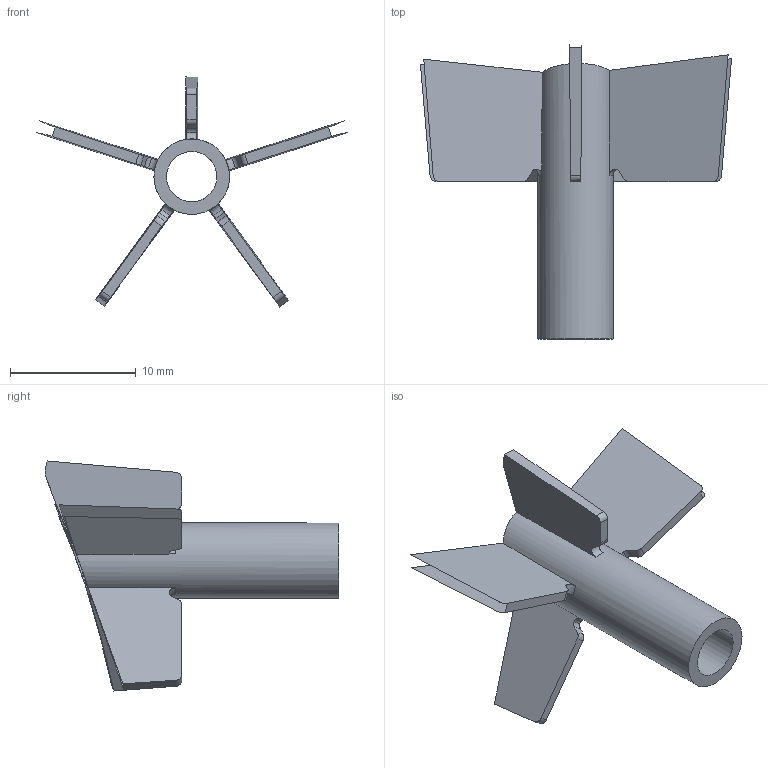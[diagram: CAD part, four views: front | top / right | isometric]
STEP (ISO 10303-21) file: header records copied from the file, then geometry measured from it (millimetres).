
FILE_DESCRIPTION(('Open CASCADE Model'),'2;1');
FILE_NAME('Open CASCADE Shape Model','2025-10-21T21:37:34',('Author'),( 'Open CASCADE'),'Open CASCADE STEP processor 7.7','Open CASCADE 7.7' ,'Unknown');
FILE_SCHEMA(('AUTOMOTIVE_DESIGN { 1 0 10303 214 1 1 1 1 }'));
Length unit declared in the file: millimetre
Products named in the file (45): Open CASCADE STEP translator 7.7 30; Open CASCADE STEP translator 7.7 30.1; Open CASCADE STEP translator 7.7 30.2; Open CASCADE STEP translator 7.7 30.3; Open CASCADE STEP translator 7.7 30.4; Open CASCADE STEP translator 7.7 30.5; Open CASCADE STEP translator 7.7 30.6; Open CASCADE STEP translator 7.7 30.7; Open CASCADE STEP translator 7.7 30.8; Open CASCADE STEP translator 7.7 30.9; Open CASCADE STEP translator 7.7 30.10; Open CASCADE STEP translator 7.7 30.11; Open CASCADE STEP translator 7.7 30.12; Open CASCADE STEP translator 7.7 30.13; Open CASCADE STEP translator 7.7 30.14; Open CASCADE STEP translator 7.7 30.15; Open CASCADE STEP translator 7.7 30.16; Open CASCADE STEP translator 7.7 30.17; Open CASCADE STEP translator 7.7 30.18; Open CASCADE STEP translator 7.7 30.19; Open CASCADE STEP translator 7.7 30.20; Open CASCADE STEP translator 7.7 30.21; Open CASCADE STEP translator 7.7 30.22; Open CASCADE STEP translator 7.7 30.23; Open CASCADE STEP translator 7.7 30.24; Open CASCADE STEP translator 7.7 30.25; Open CASCADE STEP translator 7.7 30.26; Open CASCADE STEP translator 7.7 30.27; Open CASCADE STEP translator 7.7 30.28; Open CASCADE STEP translator 7.7 30.29; Open CASCADE STEP translator 7.7 30.30; Open CASCADE STEP translator 7.7 30.31; Open CASCADE STEP translator 7.7 30.32; Open CASCADE STEP translator 7.7 30.33; Open CASCADE STEP translator 7.7 30.34; Open CASCADE STEP translator 7.7 30.35; Open CASCADE STEP translator 7.7 30.36; Open CASCADE STEP translator 7.7 30.37; Open CASCADE STEP translator 7.7 30.38; Open CASCADE STEP translator 7.7 30.39 ...
Assembly tree (44 placements, depth 2):
  Open CASCADE STEP translator 7.7 30
    Open CASCADE STEP translator 7.7 30.1
    Open CASCADE STEP translator 7.7 30.2
    Open CASCADE STEP translator 7.7 30.3
    Open CASCADE STEP translator 7.7 30.4
    Open CASCADE STEP translator 7.7 30.5
    Open CASCADE STEP translator 7.7 30.6
    Open CASCADE STEP translator 7.7 30.7
    Open CASCADE STEP translator 7.7 30.8
    Open CASCADE STEP translator 7.7 30.9
    Open CASCADE STEP translator 7.7 30.10
    Open CASCADE STEP translator 7.7 30.11
    Open CASCADE STEP translator 7.7 30.12
    Open CASCADE STEP translator 7.7 30.13
    Open CASCADE STEP translator 7.7 30.14
    Open CASCADE STEP translator 7.7 30.15
    Open CASCADE STEP translator 7.7 30.16
    Open CASCADE STEP translator 7.7 30.17
    Open CASCADE STEP translator 7.7 30.18
    Open CASCADE STEP translator 7.7 30.19
    Open CASCADE STEP translator 7.7 30.20
    Open CASCADE STEP translator 7.7 30.21
    Open CASCADE STEP translator 7.7 30.22
    Open CASCADE STEP translator 7.7 30.23
    Open CASCADE STEP translator 7.7 30.24
    Open CASCADE STEP translator 7.7 30.25
    Open CASCADE STEP translator 7.7 30.26
    Open CASCADE STEP translator 7.7 30.27
    Open CASCADE STEP translator 7.7 30.28
    Open CASCADE STEP translator 7.7 30.29
    Open CASCADE STEP translator 7.7 30.30
    Open CASCADE STEP translator 7.7 30.31
    Open CASCADE STEP translator 7.7 30.32
    Open CASCADE STEP translator 7.7 30.33
    Open CASCADE STEP translator 7.7 30.34
    Open CASCADE STEP translator 7.7 30.35
    Open CASCADE STEP translator 7.7 30.36
    Open CASCADE STEP translator 7.7 30.37
    Open CASCADE STEP translator 7.7 30.38
    Open CASCADE STEP translator 7.7 30.39
    Open CASCADE STEP translator 7.7 30.40
    Open CASCADE STEP translator 7.7 30.41
    Open CASCADE STEP translator 7.7 30.42
    Open CASCADE STEP translator 7.7 30.43
    Open CASCADE STEP translator 7.7 30.44
Bounding box: 24.72 x 23.35 x 18.27 mm (x, y, z)
Surface area: 1344.1 mm2 (no closed solid volume)
Topology: 0 solids, 44 shells, 44 faces, 247 edges, 245 vertices
Faces by surface type: plane 19, torus 15, cylinder 5, cone 5
Full cylindrical faces by diameter (mm): 4 x1, 6 x1
Entity records: 6375 total; most frequent: CARTESIAN_POINT 2616, DIRECTION 538, ORIENTED_EDGE 249, PCURVE 249, DEFINITIONAL_REPRESENTATION 249, EDGE_CURVE 247, VERTEX_POINT 245, SURFACE_CURVE 245
